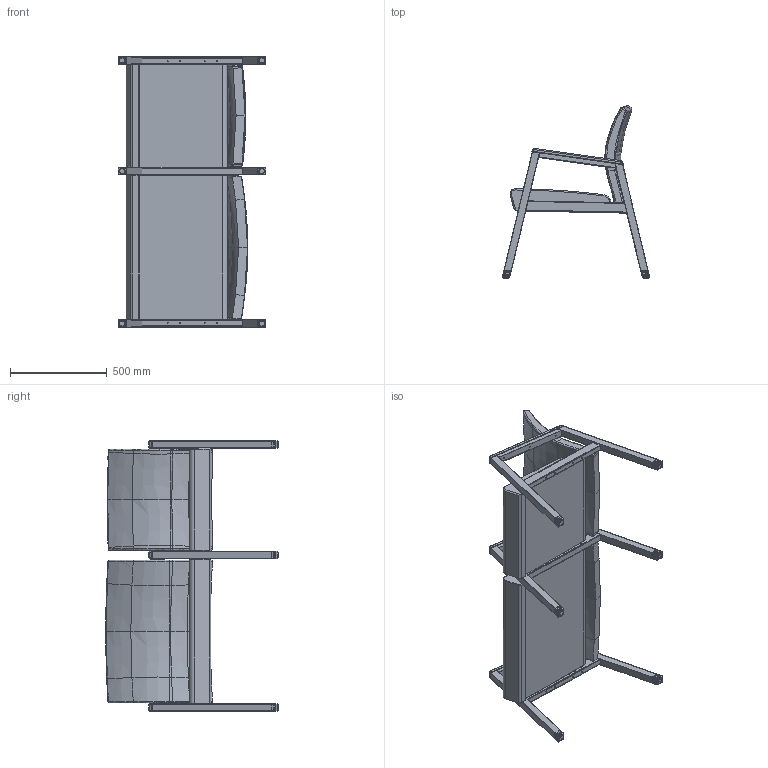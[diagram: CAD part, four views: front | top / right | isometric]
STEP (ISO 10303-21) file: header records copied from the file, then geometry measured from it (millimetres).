
FILE_DESCRIPTION(/* description */ (''),/* implementation_level */ '2;1');
FILE_NAME(/* name */ 'KAD20IBLU.stp',/* time_stamp */ '2016-10-19T12:48:56-04:00',/* author */ ('emerkel'),/* organization */ (''),/* preprocessor_version */ 'ST-DEVELOPER v16.5',/* originating_system */ 'Autodesk Inventor 2017',/* authorisation */ '');
FILE_SCHEMA (('CONFIG_CONTROL_DESIGN','AUTOMOTIVE_DESIGN { 1 0 10303 214 3 1 1 }'));
Products named in the file (24): KAD20BLU; UBACK KAD10B; USEAT KAD10B; UBACK KAD10; USEAT KAD10; KOW10 MAC BLK; KAD ARMI BRZ; KAD FRONT LEG-F_MIR_CPY; KAD TOP BAR-F_MIR_CPY; KAD REAR LEG-F_MIR_CPY; KADI BOTTOM  BAR-F; KAD ARML BRZ; KAD FRONT LEG-F; KAD TOP BAR-F; KAD REAR LEG-F; KAD BOTTOM BAR-F; KAD ARMR BRZ; KAD FRONT LEG-F_MIR; KAD TOP BAR-F_MIR; KAD REAR LEG-F_MIR; KAD BOTTOM BAR-F_MIR; LEG CAP KOL-1; LEG CAP KOL-1_1; GLD BLK 5-16
Assembly tree (30 placements, depth 3):
  KAD20BLU
    UBACK KAD10B
    USEAT KAD10B
    KOW10 MAC BLK  x3
    UBACK KAD10
    USEAT KAD10
    KAD ARMI BRZ
      KAD FRONT LEG-F_MIR_CPY
      KAD TOP BAR-F_MIR_CPY
      KAD REAR LEG-F_MIR_CPY
      KADI BOTTOM  BAR-F
    KAD ARML BRZ
      KAD FRONT LEG-F
      KAD TOP BAR-F
      KAD REAR LEG-F
      KAD BOTTOM BAR-F
    KAD ARMR BRZ
      KAD FRONT LEG-F_MIR
      KAD TOP BAR-F_MIR
      KAD REAR LEG-F_MIR
      KAD BOTTOM BAR-F_MIR
    LEG CAP KOL-1  x6
      LEG CAP KOL-1_1
      GLD BLK 5-16
Bounding box: 762.56 x 891.62 x 1400.15 mm (x, y, z)
Volume: 94596694.1 mm3; surface area: 5520211.4 mm2
Topology: 39 solids, 51 shells, 4404 faces, 9382 edges, 5098 vertices
Faces by surface type: cylinder 1428, bspline 1131, plane 896, torus 820, sphere 123, cone 6
Full cylindrical faces by diameter (mm): 4.366 x12, 6.35 x74, 6.528 x12, 7.925 x12, 9.906 x6, 11.989 x6, 31.75 x6
Entity records: 46696 total; most frequent: CARTESIAN_POINT 21781, ORIENTED_EDGE 5082, DIRECTION 4691, EDGE_CURVE 2543, AXIS2_PLACEMENT_3D 1870, VERTEX_POINT 1520, EDGE_LOOP 1435, FACE_OUTER_BOUND 1164
